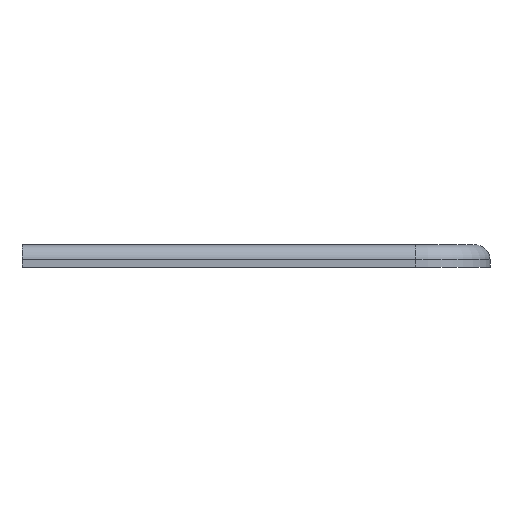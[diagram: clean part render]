
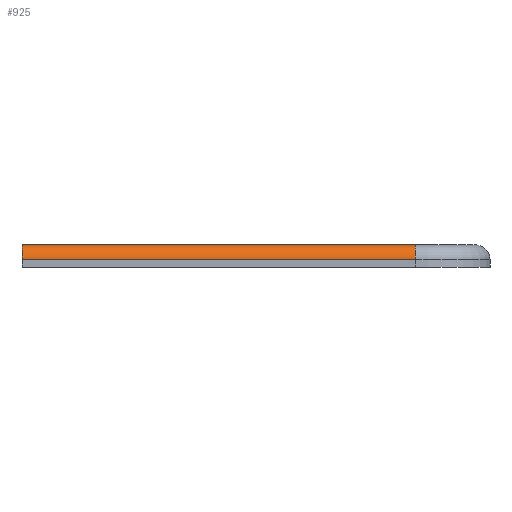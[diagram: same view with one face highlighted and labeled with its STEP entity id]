
A CAD part, front view. The second image highlights one B-rep face of the part: STEP entity #925.
In plain terms, the highlighted cylindrical face has radius 1 mm (diameter 2 mm), a partial arc.
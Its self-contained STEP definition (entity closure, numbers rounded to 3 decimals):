
#22=CYLINDRICAL_SURFACE('',#1014,1.);
#66=FACE_OUTER_BOUND('',#123,.T.);
#123=EDGE_LOOP('',(#681,#682,#683,#684));
#176=CIRCLE('',#986,1.);
#201=CIRCLE('',#1015,1.);
#254=LINE('',#1487,#339);
#255=LINE('',#1490,#340);
#339=VECTOR('',#1177,10.);
#340=VECTOR('',#1180,10.);
#398=VERTEX_POINT('',#1383);
#400=VERTEX_POINT('',#1386);
#446=VERTEX_POINT('',#1486);
#447=VERTEX_POINT('',#1488);
#489=EDGE_CURVE('',#400,#398,#176,.T.);
#539=EDGE_CURVE('',#398,#446,#254,.T.);
#540=EDGE_CURVE('',#446,#447,#201,.T.);
#541=EDGE_CURVE('',#447,#400,#255,.T.);
#681=ORIENTED_EDGE('',*,*,#489,.T.);
#682=ORIENTED_EDGE('',*,*,#539,.T.);
#683=ORIENTED_EDGE('',*,*,#540,.T.);
#684=ORIENTED_EDGE('',*,*,#541,.T.);
#925=ADVANCED_FACE('',(#66),#22,.T.);
#986=AXIS2_PLACEMENT_3D('',#1387,#1094,#1095);
#1014=AXIS2_PLACEMENT_3D('',#1485,#1175,#1176);
#1015=AXIS2_PLACEMENT_3D('',#1489,#1178,#1179);
#1094=DIRECTION('center_axis',(0.,-1.,0.));
#1095=DIRECTION('ref_axis',(-0.707,0.,0.707));
#1175=DIRECTION('center_axis',(0.,-1.,0.));
#1176=DIRECTION('ref_axis',(-0.707,0.,0.707));
#1177=DIRECTION('',(0.,-1.,0.));
#1178=DIRECTION('center_axis',(0.,1.,0.));
#1179=DIRECTION('ref_axis',(-1.,0.,0.));
#1180=DIRECTION('',(0.,1.,0.));
#1383=CARTESIAN_POINT('',(-89.85,-110.,-16.5));
#1386=CARTESIAN_POINT('',(-88.85,-110.,-15.5));
#1387=CARTESIAN_POINT('Origin',(-88.85,-110.,-16.5));
#1485=CARTESIAN_POINT('Origin',(-88.85,-97.618,-16.5));
#1486=CARTESIAN_POINT('',(-89.85,-136.403,-16.5));
#1487=CARTESIAN_POINT('',(-89.85,-97.618,-16.5));
#1488=CARTESIAN_POINT('',(-88.85,-136.403,-15.5));
#1489=CARTESIAN_POINT('Origin',(-88.85,-136.403,-16.5));
#1490=CARTESIAN_POINT('',(-88.85,-97.618,-15.5));
